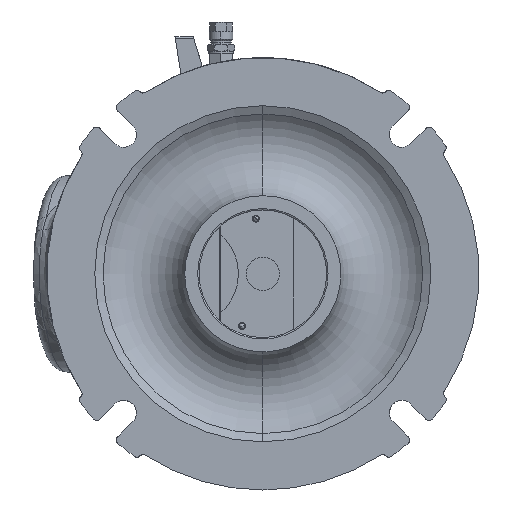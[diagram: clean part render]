
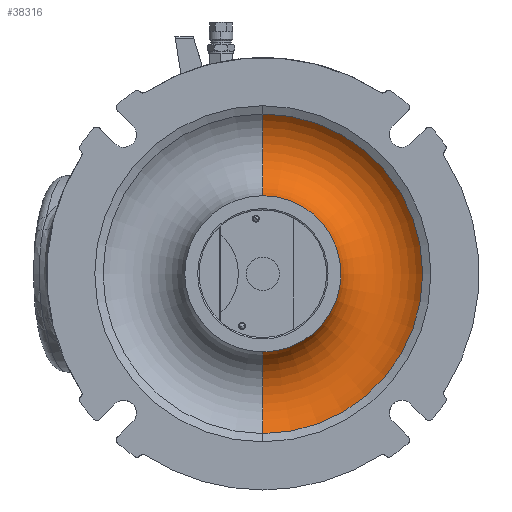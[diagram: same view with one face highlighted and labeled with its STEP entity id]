
A CAD part, front view. The second image highlights one B-rep face of the part: STEP entity #38316.
In plain terms, the highlighted toroidal (fillet/blend) face has major radius 89.5 mm and minor radius 35 mm.
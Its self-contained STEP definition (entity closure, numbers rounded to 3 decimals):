
#239 = CARTESIAN_POINT ( 'NONE',  ( 0., 20.924, 0. ) ) ;
#252 = DIRECTION ( 'NONE',  ( 0., -1., 0. ) ) ;
#253 = DIRECTION ( 'NONE',  ( 0., 0., -1. ) ) ;
#1082 = AXIS2_PLACEMENT_3D ( 'NONE', #239, #252, #253 ) ;
#8003 = ORIENTED_EDGE ( 'NONE', *, *, #35571, .T. ) ;
#8004 = ORIENTED_EDGE ( 'NONE', *, *, #25366, .F. ) ;
#8006 = ORIENTED_EDGE ( 'NONE', *, *, #25284, .T. ) ;
#8009 = ORIENTED_EDGE ( 'NONE', *, *, #21435, .F. ) ;
#10362 = CIRCLE ( 'NONE', #14568, 56. ) ;
#10505 = CIRCLE ( 'NONE', #14559, 35. ) ;
#14493 = AXIS2_PLACEMENT_3D ( 'NONE', #22579, #22621, #22622 ) ;
#14559 = AXIS2_PLACEMENT_3D ( 'NONE', #22213, #22221, #22222 ) ;
#14568 = AXIS2_PLACEMENT_3D ( 'NONE', #26707, #27932, #27580 ) ;
#17656 = CIRCLE ( 'NONE', #14493, 35. ) ;
#17831 = CIRCLE ( 'NONE', #1082, 114.569 ) ;
#19658 = CARTESIAN_POINT ( 'NONE',  ( 0., 6.637, 56. ) ) ;
#19850 = CARTESIAN_POINT ( 'NONE',  ( 0., 20.924, 114.569 ) ) ;
#19855 = CARTESIAN_POINT ( 'NONE',  ( 0., 20.924, -114.569 ) ) ;
#19912 = CARTESIAN_POINT ( 'NONE',  ( 0., 6.637, -56. ) ) ;
#21435 = EDGE_CURVE ( 'NONE', #33168, #32771, #10362, .T. ) ;
#22213 = CARTESIAN_POINT ( 'NONE',  ( 0., -3.5, -89.5 ) ) ;
#22221 = DIRECTION ( 'NONE',  ( -1., 0., 0. ) ) ;
#22222 = DIRECTION ( 'NONE',  ( 0., 0., 1. ) ) ;
#22579 = CARTESIAN_POINT ( 'NONE',  ( 0., -3.5, 89.5 ) ) ;
#22621 = DIRECTION ( 'NONE',  ( 1., 0., 0. ) ) ;
#22622 = DIRECTION ( 'NONE',  ( 0., 0., -1. ) ) ;
#25284 = EDGE_CURVE ( 'NONE', #33168, #33073, #10505, .T. ) ;
#25366 = EDGE_CURVE ( 'NONE', #32771, #33040, #17656, .T. ) ;
#26707 = CARTESIAN_POINT ( 'NONE',  ( 0., 6.637, 0. ) ) ;
#27580 = DIRECTION ( 'NONE',  ( 0., 0., -1. ) ) ;
#27932 = DIRECTION ( 'NONE',  ( 0., -1., 0. ) ) ;
#30158 = AXIS2_PLACEMENT_3D ( 'NONE', #43264, #43236, #43274 ) ;
#31496 = EDGE_LOOP ( 'NONE', ( #8004, #8009, #8006, #8003 ) ) ;
#32771 = VERTEX_POINT ( 'NONE', #19658 ) ;
#33040 = VERTEX_POINT ( 'NONE', #19850 ) ;
#33073 = VERTEX_POINT ( 'NONE', #19855 ) ;
#33168 = VERTEX_POINT ( 'NONE', #19912 ) ;
#35571 = EDGE_CURVE ( 'NONE', #33073, #33040, #17831, .T. ) ;
#38316 = ADVANCED_FACE ( 'NONE', ( #45937 ), #45948, .F. ) ;
#43236 = DIRECTION ( 'NONE',  ( 0., -1., 0. ) ) ;
#43264 = CARTESIAN_POINT ( 'NONE',  ( 0., -3.5, 0. ) ) ;
#43274 = DIRECTION ( 'NONE',  ( 0., 0., -1. ) ) ;
#45937 = FACE_OUTER_BOUND ( 'NONE', #31496, .T. ) ;
#45948 = TOROIDAL_SURFACE ( 'NONE', #30158, 89.5, 35. ) ;
